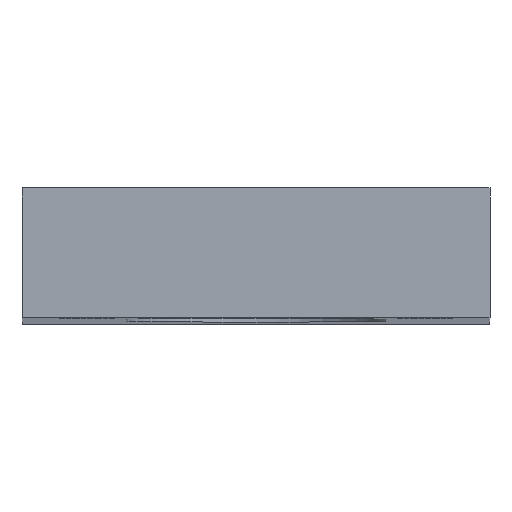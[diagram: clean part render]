
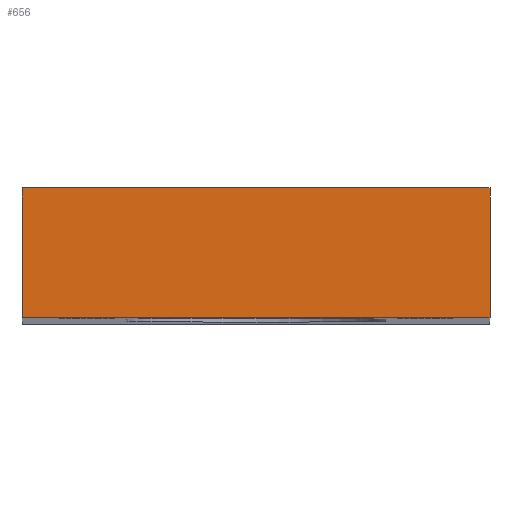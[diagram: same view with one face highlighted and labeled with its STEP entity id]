
A CAD part, top view. The second image highlights one B-rep face of the part: STEP entity #656.
In plain terms, the highlighted planar face has unit normal (0, 0, 1).
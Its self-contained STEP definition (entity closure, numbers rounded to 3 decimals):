
#37 = VECTOR ( 'NONE', #113, 1000. ) ;
#50 = LINE ( 'NONE', #288, #37 ) ;
#79 = VERTEX_POINT ( 'NONE', #638 ) ;
#82 = VECTOR ( 'NONE', #343, 1000. ) ;
#85 = ORIENTED_EDGE ( 'NONE', *, *, #206, .T. ) ;
#113 = DIRECTION ( 'NONE',  ( 0., -1., 0. ) ) ;
#173 = ORIENTED_EDGE ( 'NONE', *, *, #970, .F. ) ;
#205 = DIRECTION ( 'NONE',  ( -1., 0., 0. ) ) ;
#206 = EDGE_CURVE ( 'NONE', #600, #79, #837, .T. ) ;
#222 = ORIENTED_EDGE ( 'NONE', *, *, #946, .F. ) ;
#248 = CARTESIAN_POINT ( 'NONE',  ( -18., 5., 100. ) ) ;
#250 = EDGE_LOOP ( 'NONE', ( #259, #222, #173, #85 ) ) ;
#259 = ORIENTED_EDGE ( 'NONE', *, *, #812, .T. ) ;
#288 = CARTESIAN_POINT ( 'NONE',  ( 18., 5., 100. ) ) ;
#294 = DIRECTION ( 'NONE',  ( 0., 0., -1. ) ) ;
#343 = DIRECTION ( 'NONE',  ( 0., -1., 0. ) ) ;
#387 = VECTOR ( 'NONE', #506, 1000. ) ;
#425 = VECTOR ( 'NONE', #619, 1000. ) ;
#441 = CARTESIAN_POINT ( 'NONE',  ( 18., -5., 100. ) ) ;
#493 = CARTESIAN_POINT ( 'NONE',  ( 18., 5., 100. ) ) ;
#506 = DIRECTION ( 'NONE',  ( 1., 0., 0. ) ) ;
#509 = CARTESIAN_POINT ( 'NONE',  ( -18., -5., 100. ) ) ;
#541 = CARTESIAN_POINT ( 'NONE',  ( -18., 5., 100. ) ) ;
#600 = VERTEX_POINT ( 'NONE', #951 ) ;
#609 = CARTESIAN_POINT ( 'NONE',  ( -18., 5., 100. ) ) ;
#619 = DIRECTION ( 'NONE',  ( 1., 0., 0. ) ) ;
#638 = CARTESIAN_POINT ( 'NONE',  ( -18., -5., 100. ) ) ;
#656 = ADVANCED_FACE ( 'NONE', ( #776 ), #939, .F. ) ;
#670 = LINE ( 'NONE', #509, #387 ) ;
#763 = LINE ( 'NONE', #609, #425 ) ;
#776 = FACE_OUTER_BOUND ( 'NONE', #250, .T. ) ;
#812 = EDGE_CURVE ( 'NONE', #79, #965, #670, .T. ) ;
#837 = LINE ( 'NONE', #248, #82 ) ;
#939 = PLANE ( 'NONE',  #1046 ) ;
#946 = EDGE_CURVE ( 'NONE', #987, #965, #50, .T. ) ;
#951 = CARTESIAN_POINT ( 'NONE',  ( -18., 5., 100. ) ) ;
#965 = VERTEX_POINT ( 'NONE', #441 ) ;
#970 = EDGE_CURVE ( 'NONE', #600, #987, #763, .T. ) ;
#987 = VERTEX_POINT ( 'NONE', #493 ) ;
#1046 = AXIS2_PLACEMENT_3D ( 'NONE', #541, #294, #205 ) ;
